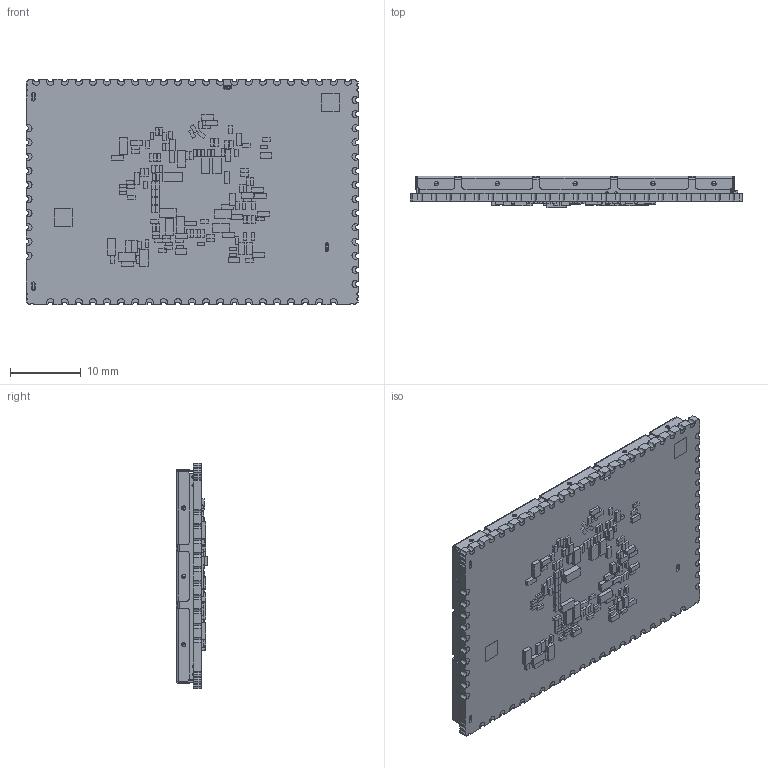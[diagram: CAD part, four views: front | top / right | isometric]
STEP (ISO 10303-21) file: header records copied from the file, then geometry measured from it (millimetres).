
FILE_DESCRIPTION (( 'STEP AP214' ), '1' );
FILE_NAME ('8DEV1400_0003.STEP', '2019-03-27T14:53:58', ( '' ), ( '' ), 'SwSTEP 2.0', 'SolidWorks 2018', '' );
FILE_SCHEMA (( 'AUTOMOTIVE_DESIGN' ));
Length unit declared in the file: millimetre
Products named in the file (1): 8DEV1400_0003
Bounding box: 46.9 x 4.42 x 31.8 mm (x, y, z)
Volume: 3076.9 mm3; surface area: 10701.9 mm2
Topology: 418 solids, 418 shells, 3853 faces, 8720 edges, 5731 vertices
Faces by surface type: plane 3124, cylinder 621, torus 86, bspline 20, sphere 2
Entity records: 153324 total; most frequent: CARTESIAN_POINT 18995, DIRECTION 17724, ORIENTED_EDGE 17424, EDGE_CURVE 8712, VECTOR 7240, LINE 7240, VERTEX_POINT 5729, AXIS2_PLACEMENT_3D 5242
